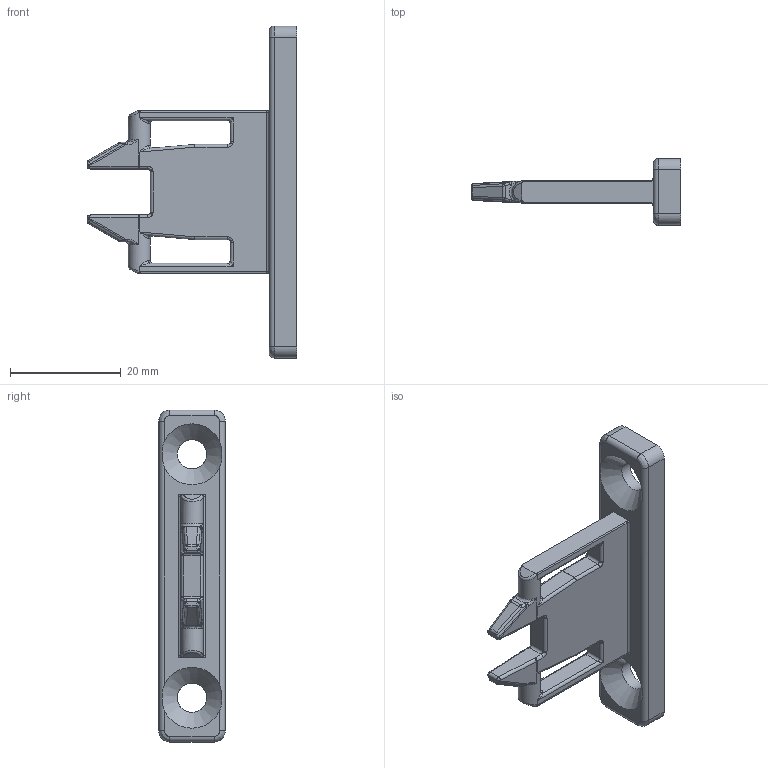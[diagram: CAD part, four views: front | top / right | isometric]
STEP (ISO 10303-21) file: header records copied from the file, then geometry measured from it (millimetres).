
FILE_DESCRIPTION (( 'STEP AP214' ), '1' );
FILE_NAME ('ST2317-T-Actuator.STEP', '2019-03-08T14:49:35', ( '' ), ( '' ), 'SwSTEP 2.0', 'SolidWorks 2018', '' );
FILE_SCHEMA (( 'AUTOMOTIVE_DESIGN' ));
Length unit declared in the file: inch
Products named in the file (1): ST2317-T-Actuator
Bounding box: 37.84 x 12 x 60 mm (x, y, z)
Volume: 5620.4 mm3; surface area: 3889.7 mm2
Topology: 1 solids, 1 shells, 206 faces, 504 edges, 270 vertices
Faces by surface type: cylinder 86, bspline 78, plane 40, cone 2
Full cylindrical faces by diameter (mm): 2 x1, 4 x2, 5.3 x2
Entity records: 8647 total; most frequent: CARTESIAN_POINT 4603, ORIENTED_EDGE 938, DIRECTION 649, EDGE_CURVE 469, VERTEX_POINT 268, AXIS2_PLACEMENT_3D 233, EDGE_LOOP 217, FACE_OUTER_BOUND 211
